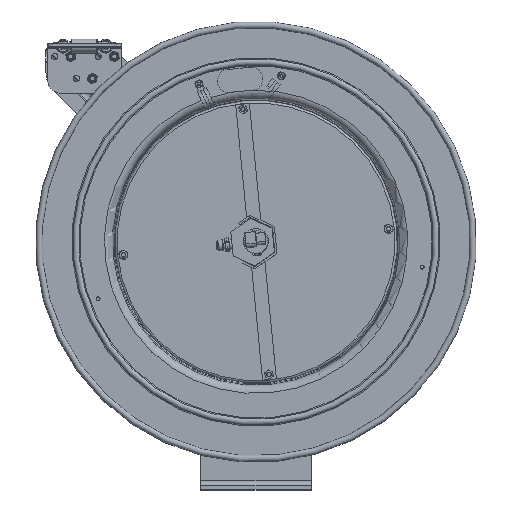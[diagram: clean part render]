
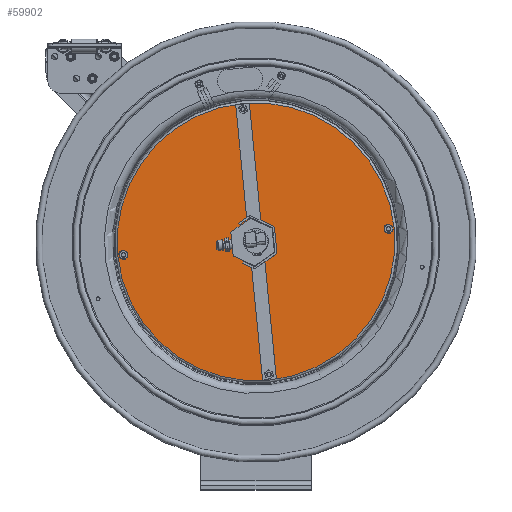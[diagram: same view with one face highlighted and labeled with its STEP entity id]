
A CAD part, top view. The second image highlights one B-rep face of the part: STEP entity #59902.
In plain terms, the highlighted planar face has unit normal (0, 0, 1).
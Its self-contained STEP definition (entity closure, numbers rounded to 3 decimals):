
#2819=FACE_BOUND('',#6982,.T.);
#2820=FACE_BOUND('',#6983,.T.);
#2821=FACE_BOUND('',#6984,.T.);
#2822=FACE_BOUND('',#6985,.T.);
#2823=FACE_BOUND('',#6986,.T.);
#3201=PLANE('',#62855);
#4440=FACE_OUTER_BOUND('',#6981,.T.);
#6981=EDGE_LOOP('',(#41826,#41827));
#6982=EDGE_LOOP('',(#41828));
#6983=EDGE_LOOP('',(#41829));
#6984=EDGE_LOOP('',(#41830));
#6985=EDGE_LOOP('',(#41831));
#6986=EDGE_LOOP('',(#41832));
#21270=CIRCLE('',#62856,7.565);
#21271=CIRCLE('',#62857,7.565);
#21272=CIRCLE('',#62858,0.655);
#21273=CIRCLE('',#62859,0.141);
#21274=CIRCLE('',#62860,0.141);
#21275=CIRCLE('',#62861,0.141);
#21276=CIRCLE('',#62862,0.141);
#23839=VERTEX_POINT('',#82833);
#23840=VERTEX_POINT('',#82834);
#23841=VERTEX_POINT('',#82837);
#23842=VERTEX_POINT('',#82839);
#23843=VERTEX_POINT('',#82841);
#23844=VERTEX_POINT('',#82843);
#23845=VERTEX_POINT('',#82845);
#31460=EDGE_CURVE('',#23839,#23840,#21270,.T.);
#31461=EDGE_CURVE('',#23840,#23839,#21271,.T.);
#31462=EDGE_CURVE('',#23841,#23841,#21272,.T.);
#31463=EDGE_CURVE('',#23842,#23842,#21273,.T.);
#31464=EDGE_CURVE('',#23843,#23843,#21274,.T.);
#31465=EDGE_CURVE('',#23844,#23844,#21275,.T.);
#31466=EDGE_CURVE('',#23845,#23845,#21276,.T.);
#41826=ORIENTED_EDGE('',*,*,#31460,.F.);
#41827=ORIENTED_EDGE('',*,*,#31461,.F.);
#41828=ORIENTED_EDGE('',*,*,#31462,.T.);
#41829=ORIENTED_EDGE('',*,*,#31463,.T.);
#41830=ORIENTED_EDGE('',*,*,#31464,.T.);
#41831=ORIENTED_EDGE('',*,*,#31465,.T.);
#41832=ORIENTED_EDGE('',*,*,#31466,.T.);
#59902=ADVANCED_FACE('',(#4440,#2819,#2820,#2821,#2822,#2823),#3201,.T.);
#62855=AXIS2_PLACEMENT_3D('',#82832,#67849,#67850);
#62856=AXIS2_PLACEMENT_3D('',#82835,#67851,#67852);
#62857=AXIS2_PLACEMENT_3D('',#82836,#67853,#67854);
#62858=AXIS2_PLACEMENT_3D('',#82838,#67855,#67856);
#62859=AXIS2_PLACEMENT_3D('',#82840,#67857,#67858);
#62860=AXIS2_PLACEMENT_3D('',#82842,#67859,#67860);
#62861=AXIS2_PLACEMENT_3D('',#82844,#67861,#67862);
#62862=AXIS2_PLACEMENT_3D('',#82846,#67863,#67864);
#67849=DIRECTION('center_axis',(0.,0.,
1.));
#67850=DIRECTION('ref_axis',(0.995,0.098,0.));
#67851=DIRECTION('center_axis',(0.,0.,
-1.));
#67852=DIRECTION('ref_axis',(-0.098,0.995,0.));
#67853=DIRECTION('center_axis',(0.,0.,
-1.));
#67854=DIRECTION('ref_axis',(-0.098,0.995,0.));
#67855=DIRECTION('center_axis',(0.,0.,
-1.));
#67856=DIRECTION('ref_axis',(0.098,-0.995,0.));
#67857=DIRECTION('center_axis',(0.,0.,
-1.));
#67858=DIRECTION('ref_axis',(-0.098,0.995,0.));
#67859=DIRECTION('center_axis',(0.,0.,
-1.));
#67860=DIRECTION('ref_axis',(-0.098,0.995,0.));
#67861=DIRECTION('center_axis',(0.,0.,
-1.));
#67862=DIRECTION('ref_axis',(-0.098,0.995,0.));
#67863=DIRECTION('center_axis',(0.,0.,
-1.));
#67864=DIRECTION('ref_axis',(-0.098,0.995,0.));
#82832=CARTESIAN_POINT('Origin',(-0.369,3.754,5.165));
#82833=CARTESIAN_POINT('',(-0.738,7.519,5.165));
#82834=CARTESIAN_POINT('',(7.529,0.728,5.165));
#82835=CARTESIAN_POINT('Origin',(0.,-0.01,
5.165));
#82836=CARTESIAN_POINT('Origin',(0.,-0.01,
5.165));
#82837=CARTESIAN_POINT('',(-0.064,0.642,5.165));
#82838=CARTESIAN_POINT('Origin',(0.,-0.01,
5.165));
#82839=CARTESIAN_POINT('',(7.202,0.837,5.165));
#82840=CARTESIAN_POINT('Origin',(7.215,0.698,5.165));
#82841=CARTESIAN_POINT('',(-7.229,-0.578,5.165));
#82842=CARTESIAN_POINT('Origin',(-7.215,-0.718,5.165));
#82843=CARTESIAN_POINT('',(0.694,-7.086,5.165));
#82844=CARTESIAN_POINT('Origin',(0.708,-7.225,5.165));
#82845=CARTESIAN_POINT('',(-0.721,7.345,5.165));
#82846=CARTESIAN_POINT('Origin',(-0.708,7.205,5.165));
